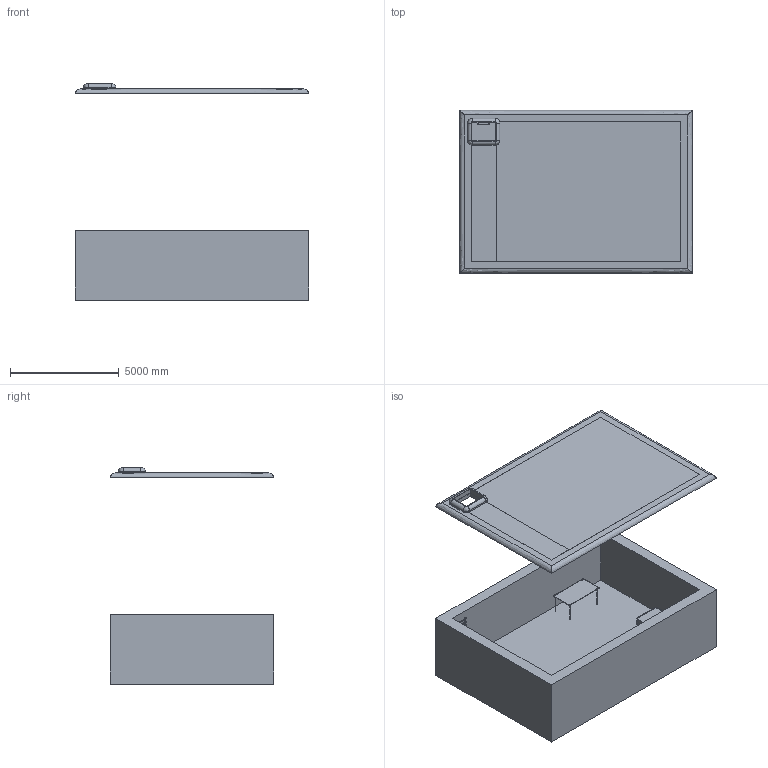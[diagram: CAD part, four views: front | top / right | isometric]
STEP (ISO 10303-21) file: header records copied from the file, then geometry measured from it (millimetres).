
FILE_DESCRIPTION(('FreeCAD Model'),'2;1');
FILE_NAME('Open CASCADE Shape Model','2025-04-25T21:45:55',('FreeCAD'),( 'FreeCAD'),'Open CASCADE STEP processor 7.6','FreeCAD','Unknown');
FILE_SCHEMA(('AUTOMOTIVE_DESIGN { 1 0 10303 214 1 1 1 1 }'));
Length unit declared in the file: millimetre
Products named in the file (1): Open CASCADE STEP translator 7.6 1
Bounding box: 10732.64 x 7512.85 x 9959.89 mm (x, y, z)
Surface area: 570274702.1 mm2 (no closed solid volume)
Topology: 0 solids, 226 shells, 226 faces, 1097 edges, 1042 vertices
Faces by surface type: bspline 226
Entity records: 18758 total; most frequent: CARTESIAN_POINT 13714, ORIENTED_EDGE 1094, EDGE_CURVE 1094, VERTEX_POINT 1036, B_SPLINE_CURVE_WITH_KNOTS 553, FACE_BOUND 239, EDGE_LOOP 239, SHELL_BASED_SURFACE_MODEL 226
